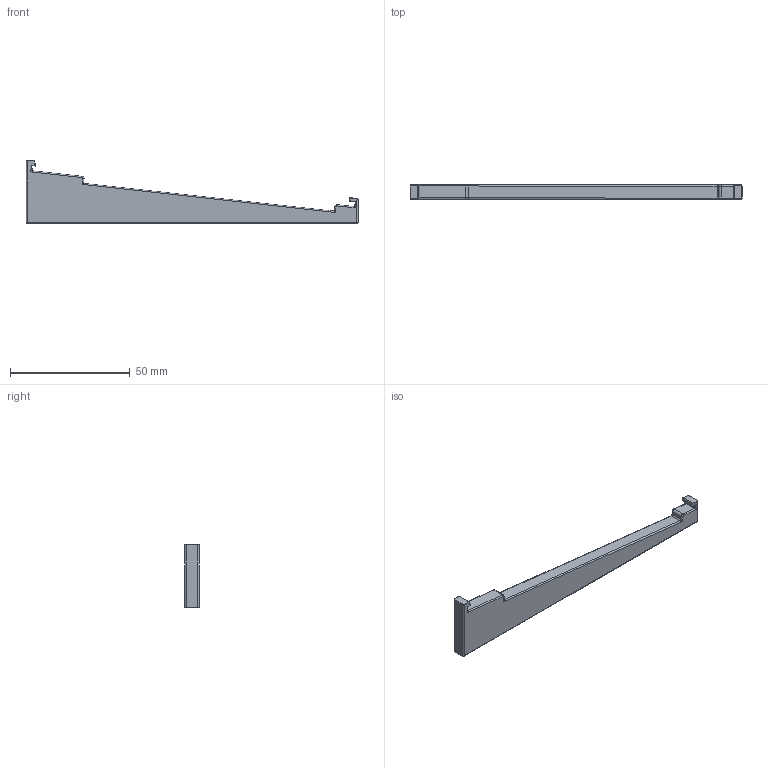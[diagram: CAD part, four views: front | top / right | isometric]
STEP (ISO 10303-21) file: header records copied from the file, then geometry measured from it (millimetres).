
FILE_DESCRIPTION(/* description */ (''),/* implementation_level */ '2;1');
FILE_NAME(/* name */ 'Middle Standoff.step',/* time_stamp */ '2024-02-15T21:52:24Z',/* author */ (''),/* organization */ (''),/* preprocessor_version */ 'ST-DEVELOPER v20',/* originating_system */ 'Autodesk Translation Framework v12.20.1.177',/* authorisation */ '');
FILE_SCHEMA (('AUTOMOTIVE_DESIGN { 1 0 10303 214 3 1 1 }'));
Length unit declared in the file: millimetre
Products named in the file (1): Middle Standoff
Bounding box: 138.61 x 6 x 26.5 mm (x, y, z)
Volume: 10521.3 mm3; surface area: 5382.8 mm2
Topology: 1 solids, 1 shells, 89 faces, 197 edges, 106 vertices
Faces by surface type: cylinder 45, plane 18, bspline 10, sphere 10, torus 6
Entity records: 2610 total; most frequent: CARTESIAN_POINT 641, DIRECTION 437, ORIENTED_EDGE 386, EDGE_CURVE 193, AXIS2_PLACEMENT_3D 172, VERTEX_POINT 106, LINE 93, VECTOR 93
